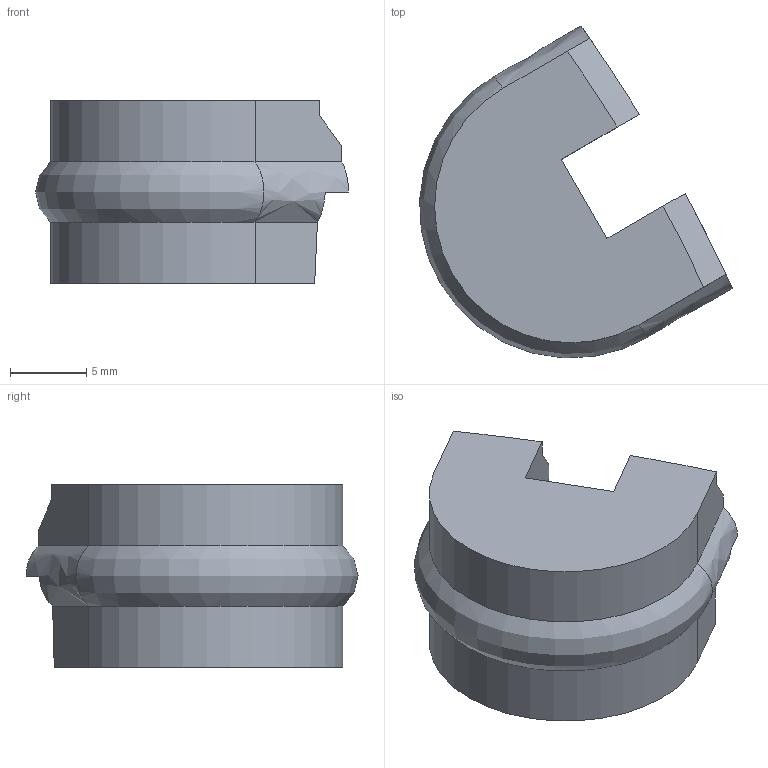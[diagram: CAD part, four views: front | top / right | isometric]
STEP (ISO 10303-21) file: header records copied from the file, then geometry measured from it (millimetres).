
FILE_DESCRIPTION(/* description */ (''),/* implementation_level */ '2;1');
FILE_NAME(/* name */ 'Ayva 5L Lock-Ring Pail Lid Cable Gland.step',/* time_stamp */ '2023-10-30T15:58:45+11:00',/* author */ (''),/* organization */ (''),/* preprocessor_version */ 'ST-DEVELOPER v20',/* originating_system */ 'Autodesk Translation Framework v12.14.0.127',/* authorisation */ '');
FILE_SCHEMA (('AUTOMOTIVE_DESIGN { 1 0 10303 214 3 1 1 }'));
Length unit declared in the file: millimetre
Products named in the file (1): Ayva 5L Lock-Ring Pail Lid Cable Gland
Bounding box: 20.54 x 21.8 x 12 mm (x, y, z)
Volume: 2486.2 mm3; surface area: 1245.4 mm2
Topology: 1 solids, 1 shells, 24 faces, 62 edges, 40 vertices
Faces by surface type: plane 11, cylinder 6, cone 4, bspline 3
Entity records: 818 total; most frequent: CARTESIAN_POINT 206, ORIENTED_EDGE 124, DIRECTION 118, EDGE_CURVE 62, VERTEX_POINT 40, AXIS2_PLACEMENT_3D 40, LINE 38, VECTOR 38
